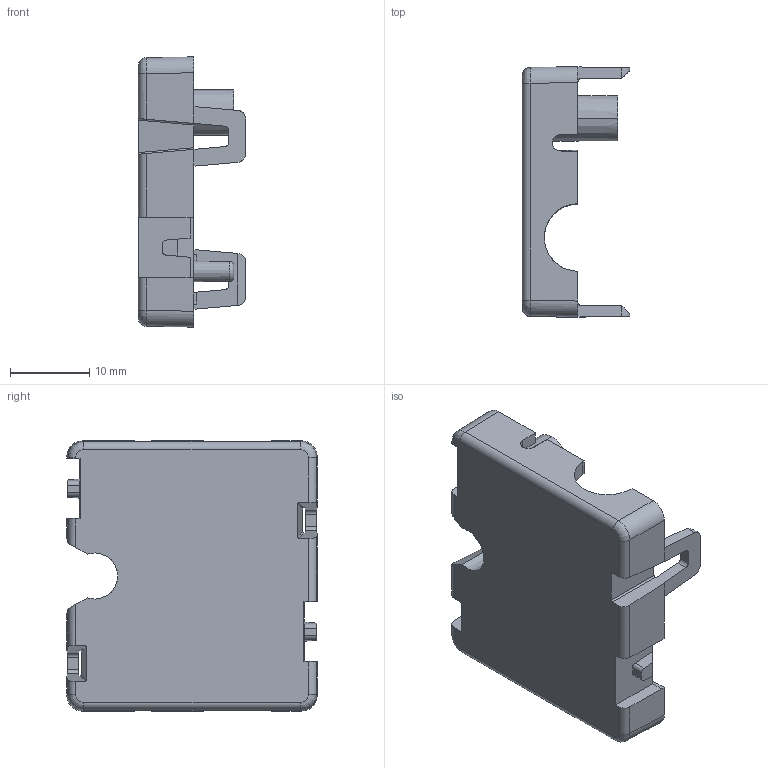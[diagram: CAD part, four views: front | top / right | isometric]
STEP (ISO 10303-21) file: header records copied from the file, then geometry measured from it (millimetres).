
FILE_DESCRIPTION(('STEP AP214'),'1');
FILE_NAME('1255-B2P-A.step','2014-03-27T10:07:38',(' '),(' '),'Spatial InterOp 3D',' ',' ');
FILE_SCHEMA(('automotive_design'));
Length unit declared in the file: metre
Products named in the file (1): 1
Bounding box: 13.5 x 31.5 x 34 mm (x, y, z)
Volume: 3017.5 mm3; surface area: 4443 mm2
Topology: 1 solids, 1 shells, 271 faces, 774 edges, 507 vertices
Faces by surface type: plane 188, cylinder 47, cone 15, bspline 13, torus 8
Entity records: 11758 total; most frequent: CARTESIAN_POINT 2376, ORIENTED_EDGE 1548, DIRECTION 1470, EDGE_CURVE 774, LINE 562, VECTOR 562, VERTEX_POINT 507, AXIS2_PLACEMENT_3D 454
